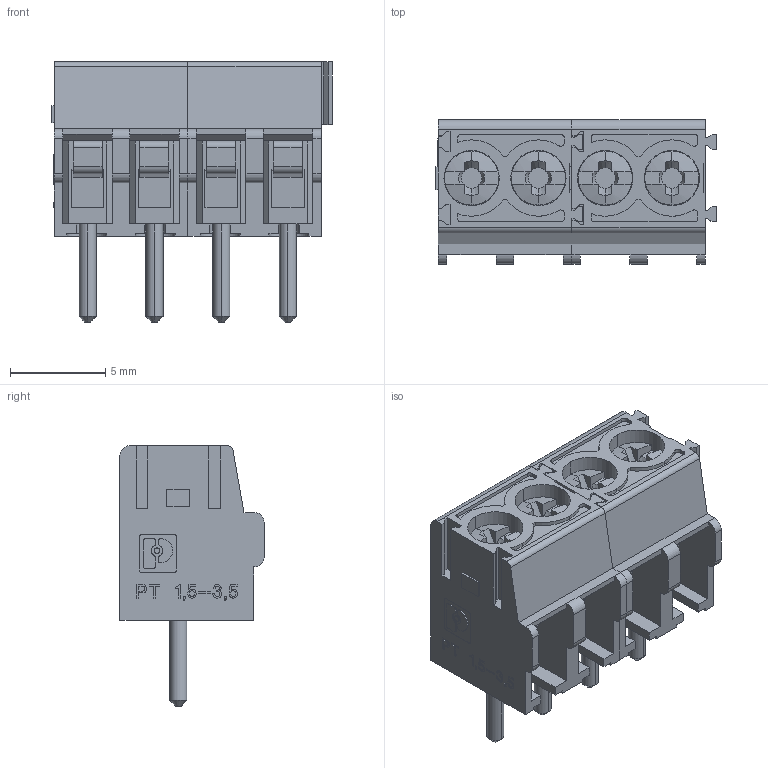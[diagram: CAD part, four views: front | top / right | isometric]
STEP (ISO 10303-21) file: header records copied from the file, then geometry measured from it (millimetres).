
FILE_DESCRIPTION(('STEP AP242'),'1');
FILE_NAME('1984633.stp','2025-05-21T11:22:56',('TraceParts'),('TraceParts S.A.'),'Spatial InterOp 3D',' ',' ');
FILE_SCHEMA(('AP242_MANAGED_MODEL_BASED_3D_ENGINEERING_MIM_LF {1 0 10303 442 1 1 4}'));
Length unit declared in the file: millimetre
Products named in the file (1): PT_1_5-4-3_50_H|6#PT_1_5-2-3_50_H.1|1#LP_PT_1_5_klh_3_5_horizontal;LP_PT_1_5_klh_3_5_horizontal
Bounding box: 14.7 x 7.55 x 13.65 mm (x, y, z)
Volume: 649.2 mm3; surface area: 1932.2 mm2
Topology: 10 solids, 10 shells, 1196 faces, 3394 edges, 2252 vertices
Faces by surface type: plane 946, cylinder 192, cone 32, sphere 16, extrusion 10
Entity records: 49305 total; most frequent: CARTESIAN_POINT 8042, ORIENTED_EDGE 6788, DIRECTION 6256, EDGE_CURVE 3394, VECTOR 2808, LINE 2798, VERTEX_POINT 2252, AXIS2_PLACEMENT_3D 1724
